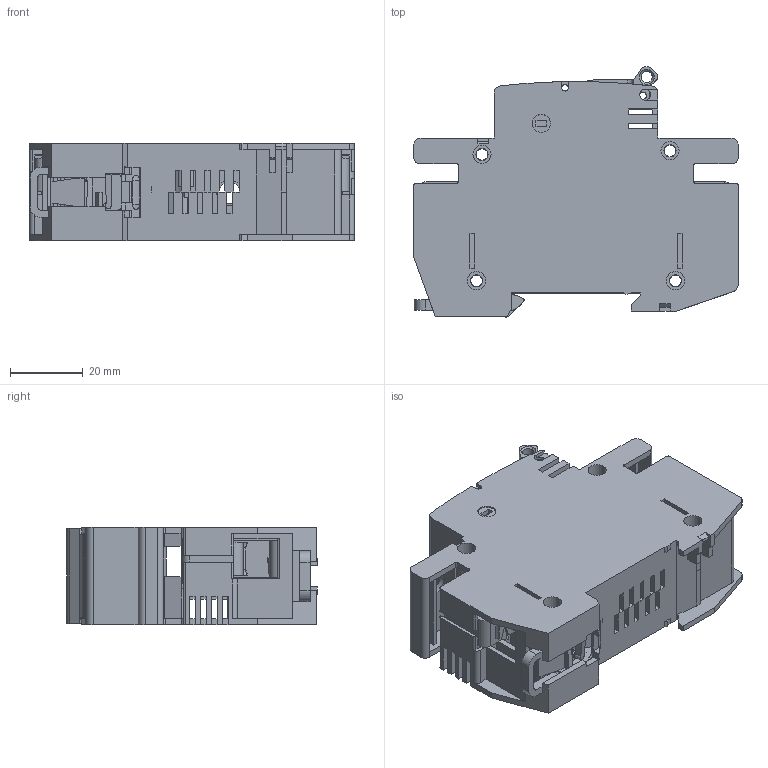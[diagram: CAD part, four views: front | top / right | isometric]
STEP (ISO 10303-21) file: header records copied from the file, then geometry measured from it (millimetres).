
FILE_DESCRIPTION((''),'2;1');
FILE_NAME('0000028453_SW0001','2011-11-07T',('reti-janez'),('Audax d.o.o.'),'PRO/ENGINEER BY PARAMETRIC TECHNOLOGY CORPORATION, 2010280','PRO/ENGINEER BY PARAMETRIC TECHNOLOGY CORPORATION, 2010280','');
FILE_SCHEMA(('CONFIG_CONTROL_DESIGN'));
Length unit declared in the file: millimetre
Products named in the file (1): 0000028453_SW0001
Bounding box: 89 x 68.8 x 26.8 mm (x, y, z)
Volume: 35650.5 mm3; surface area: 46173.1 mm2
Topology: 3 solids, 3 shells, 1058 faces, 3096 edges, 2006 vertices
Faces by surface type: plane 750, cylinder 210, extrusion 71, cone 21, torus 4, sphere 2
Entity records: 35954 total; most frequent: CARTESIAN_POINT 7633, ORIENTED_EDGE 6184, DIRECTION 5429, EDGE_CURVE 3092, VECTOR 2485, LINE 2414, VERTEX_POINT 2006, AXIS2_PLACEMENT_3D 1472
